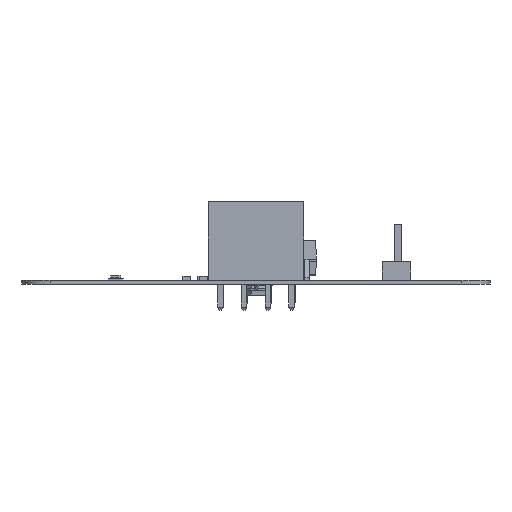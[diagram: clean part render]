
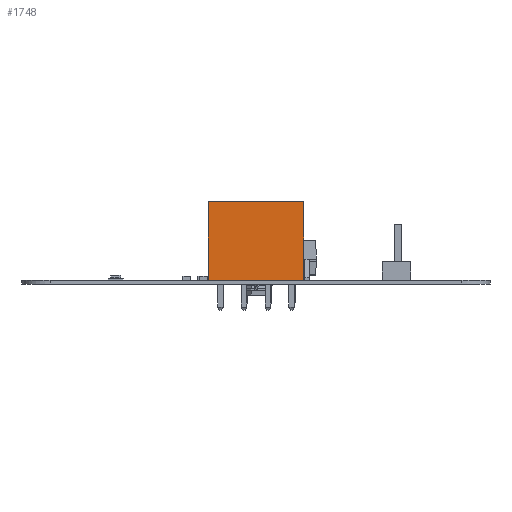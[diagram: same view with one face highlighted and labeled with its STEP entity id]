
A CAD part, left-side view. The second image highlights one B-rep face of the part: STEP entity #1748.
In plain terms, the highlighted face is planar.
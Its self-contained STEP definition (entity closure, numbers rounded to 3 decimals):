
#1456 = EDGE_CURVE('',#1457,#1459,#1461,.T.);
#1457 = VERTEX_POINT('',#1458);
#1458 = CARTESIAN_POINT('',(8.89,-1.27,8.4));
#1459 = VERTEX_POINT('',#1460);
#1460 = CARTESIAN_POINT('',(8.89,-1.27,0.));
#1461 = LINE('',#1462,#1463);
#1462 = CARTESIAN_POINT('',(8.89,-1.27,0.));
#1463 = VECTOR('',#1464,1.);
#1464 = DIRECTION('',(0.,0.,-1.));
#1553 = EDGE_CURVE('',#1554,#1457,#1556,.T.);
#1554 = VERTEX_POINT('',#1555);
#1555 = CARTESIAN_POINT('',(-1.27,-1.27,8.4));
#1556 = LINE('',#1557,#1558);
#1557 = CARTESIAN_POINT('',(0.,-1.27,8.4));
#1558 = VECTOR('',#1559,1.);
#1559 = DIRECTION('',(1.,0.,0.));
#1706 = VERTEX_POINT('',#1707);
#1707 = CARTESIAN_POINT('',(-1.27,-1.27,0.));
#1713 = EDGE_CURVE('',#1706,#1554,#1714,.T.);
#1714 = LINE('',#1715,#1716);
#1715 = CARTESIAN_POINT('',(-1.27,-1.27,0.));
#1716 = VECTOR('',#1717,1.);
#1717 = DIRECTION('',(0.,0.,1.));
#1748 = ADVANCED_FACE('',(#1749),#1760,.T.);
#1749 = FACE_BOUND('',#1750,.T.);
#1750 = EDGE_LOOP('',(#1751,#1752,#1753,#1759));
#1751 = ORIENTED_EDGE('',*,*,#1553,.F.);
#1752 = ORIENTED_EDGE('',*,*,#1713,.F.);
#1753 = ORIENTED_EDGE('',*,*,#1754,.T.);
#1754 = EDGE_CURVE('',#1706,#1459,#1755,.T.);
#1755 = LINE('',#1756,#1757);
#1756 = CARTESIAN_POINT('',(-1.27,-1.27,0.));
#1757 = VECTOR('',#1758,1.);
#1758 = DIRECTION('',(1.,0.,0.));
#1759 = ORIENTED_EDGE('',*,*,#1456,.F.);
#1760 = PLANE('',#1761);
#1761 = AXIS2_PLACEMENT_3D('',#1762,#1763,#1764);
#1762 = CARTESIAN_POINT('',(-1.27,-1.27,0.));
#1763 = DIRECTION('',(0.,-1.,0.));
#1764 = DIRECTION('',(0.,0.,-1.));
